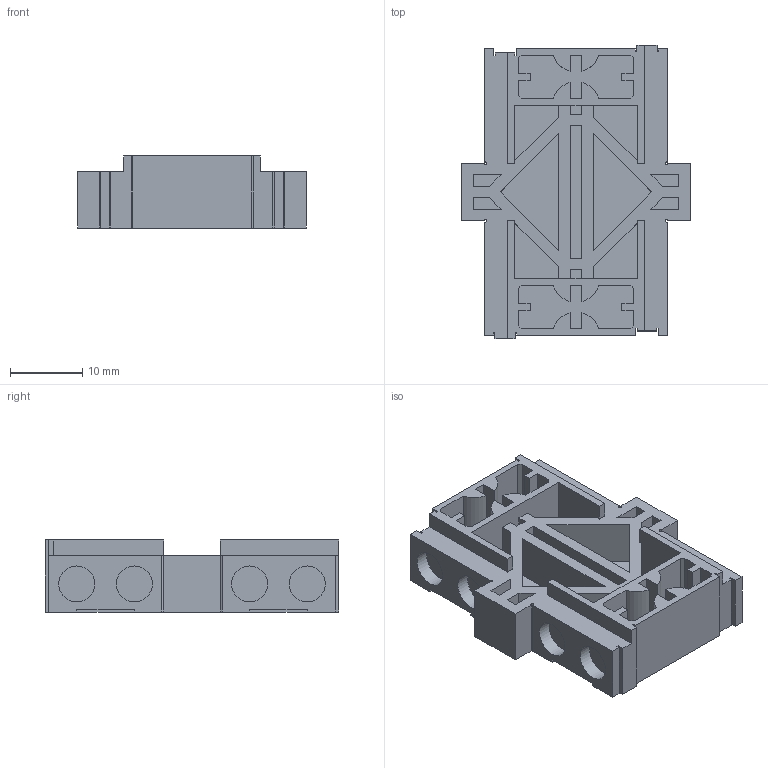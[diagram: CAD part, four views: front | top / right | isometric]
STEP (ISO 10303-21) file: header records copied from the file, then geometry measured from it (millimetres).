
FILE_DESCRIPTION(('Open CASCADE Model'),'2;1');
FILE_NAME('Open CASCADE Shape Model','2025-01-19T18:58:07',('Author'),( 'Open CASCADE'),'Open CASCADE STEP processor 7.7','Open CASCADE 7.7' ,'Unknown');
FILE_SCHEMA(('AUTOMOTIVE_DESIGN { 1 0 10303 214 1 1 1 1 }'));
Length unit declared in the file: millimetre
Products named in the file (1): Open CASCADE STEP translator 7.7 28
Bounding box: 31.8 x 40.8 x 10 mm (x, y, z)
Volume: 5525.7 mm3; surface area: 6677.6 mm2
Topology: 1 solids, 1 shells, 209 faces, 570 edges, 380 vertices
Faces by surface type: plane 189, cylinder 20
Full cylindrical faces by diameter (mm): 5 x8
Entity records: 13990 total; most frequent: CARTESIAN_POINT 2432, DIRECTION 2148, LINE 1630, VECTOR 1630, ORIENTED_EDGE 1140, PCURVE 1140, DEFINITIONAL_REPRESENTATION 1140, EDGE_CURVE 570
